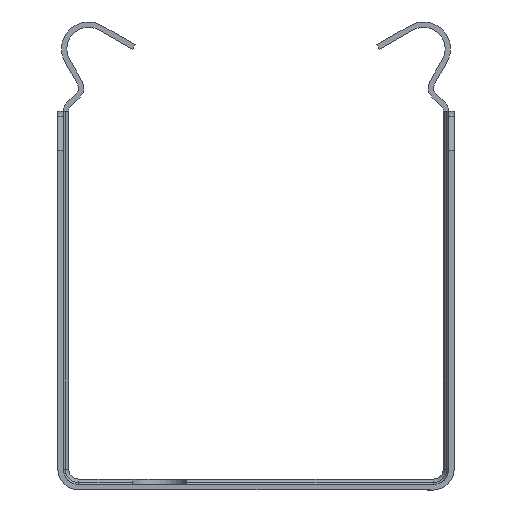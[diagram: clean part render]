
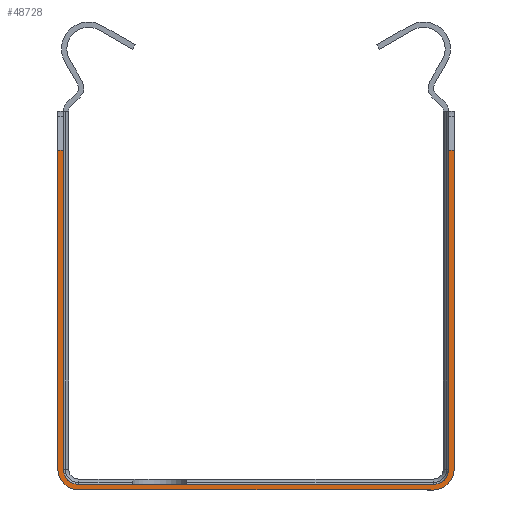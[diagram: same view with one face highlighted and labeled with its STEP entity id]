
A CAD part, front view. The second image highlights one B-rep face of the part: STEP entity #48728.
In plain terms, the highlighted planar face has unit normal (0, -1, 0).
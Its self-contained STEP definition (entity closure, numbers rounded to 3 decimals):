
#1973=CIRCLE('',#52394,2.7);
#1974=CIRCLE('',#52395,2.7);
#1975=CIRCLE('',#52396,2.);
#1976=CIRCLE('',#52397,2.);
#5465=FACE_OUTER_BOUND('',#8397,.T.);
#8397=EDGE_LOOP('',(#40324,#40325,#40326,#40327,#40328,#40329,#40330,#40331,
#40332,#40333,#40334,#40335));
#12879=LINE('',#76791,#17946);
#13047=LINE('',#77288,#18114);
#13053=LINE('',#77309,#18120);
#13054=LINE('',#77312,#18121);
#13055=LINE('',#77316,#18122);
#13056=LINE('',#77319,#18123);
#13057=LINE('',#77321,#18124);
#13058=LINE('',#77325,#18125);
#17946=VECTOR('',#62554,10.);
#18114=VECTOR('',#63054,10.);
#18120=VECTOR('',#63074,10.);
#18121=VECTOR('',#63077,10.);
#18122=VECTOR('',#63080,10.);
#18123=VECTOR('',#63083,10.);
#18124=VECTOR('',#63084,10.);
#18125=VECTOR('',#63089,10.);
#22597=VERTEX_POINT('',#76788);
#22598=VERTEX_POINT('',#76790);
#22759=VERTEX_POINT('',#77282);
#22761=VERTEX_POINT('',#77286);
#22768=VERTEX_POINT('',#77305);
#22769=VERTEX_POINT('',#77307);
#22770=VERTEX_POINT('',#77311);
#22771=VERTEX_POINT('',#77313);
#22772=VERTEX_POINT('',#77315);
#22773=VERTEX_POINT('',#77317);
#22774=VERTEX_POINT('',#77320);
#22775=VERTEX_POINT('',#77323);
#28693=EDGE_CURVE('',#22598,#22597,#12879,.T.);
#28941=EDGE_CURVE('',#22759,#22761,#13047,.T.);
#28951=EDGE_CURVE('',#22768,#22769,#13053,.T.);
#28952=EDGE_CURVE('',#22769,#22770,#13054,.T.);
#28953=EDGE_CURVE('',#22770,#22771,#1973,.T.);
#28954=EDGE_CURVE('',#22771,#22772,#13055,.T.);
#28955=EDGE_CURVE('',#22772,#22773,#1974,.T.);
#28956=EDGE_CURVE('',#22773,#22759,#13056,.T.);
#28957=EDGE_CURVE('',#22761,#22774,#13057,.T.);
#28958=EDGE_CURVE('',#22774,#22598,#1975,.T.);
#28959=EDGE_CURVE('',#22597,#22775,#1976,.T.);
#28960=EDGE_CURVE('',#22775,#22768,#13058,.T.);
#40324=ORIENTED_EDGE('',*,*,#28951,.T.);
#40325=ORIENTED_EDGE('',*,*,#28952,.T.);
#40326=ORIENTED_EDGE('',*,*,#28953,.T.);
#40327=ORIENTED_EDGE('',*,*,#28954,.T.);
#40328=ORIENTED_EDGE('',*,*,#28955,.T.);
#40329=ORIENTED_EDGE('',*,*,#28956,.T.);
#40330=ORIENTED_EDGE('',*,*,#28941,.T.);
#40331=ORIENTED_EDGE('',*,*,#28957,.T.);
#40332=ORIENTED_EDGE('',*,*,#28958,.T.);
#40333=ORIENTED_EDGE('',*,*,#28693,.T.);
#40334=ORIENTED_EDGE('',*,*,#28959,.T.);
#40335=ORIENTED_EDGE('',*,*,#28960,.T.);
#46637=PLANE('',#52393);
#48728=ADVANCED_FACE('',(#5465),#46637,.F.);
#52393=AXIS2_PLACEMENT_3D('',#77310,#63075,#63076);
#52394=AXIS2_PLACEMENT_3D('',#77314,#63078,#63079);
#52395=AXIS2_PLACEMENT_3D('',#77318,#63081,#63082);
#52396=AXIS2_PLACEMENT_3D('',#77322,#63085,#63086);
#52397=AXIS2_PLACEMENT_3D('',#77324,#63087,#63088);
#62554=DIRECTION('',(-1.,0.,0.));
#63054=DIRECTION('',(-1.,0.,0.));
#63074=DIRECTION('',(-1.,0.,0.));
#63075=DIRECTION('center_axis',(0.,1.,0.));
#63076=DIRECTION('ref_axis',(0.,0.,1.));
#63077=DIRECTION('',(0.,0.,-1.));
#63078=DIRECTION('center_axis',(0.,-1.,0.));
#63079=DIRECTION('ref_axis',(1.,0.,0.));
#63080=DIRECTION('',(1.,0.,0.));
#63081=DIRECTION('center_axis',(0.,-1.,0.));
#63082=DIRECTION('ref_axis',(0.,0.,
1.));
#63083=DIRECTION('',(0.,0.,1.));
#63084=DIRECTION('',(0.,0.,-1.));
#63085=DIRECTION('center_axis',(0.,1.,0.));
#63086=DIRECTION('ref_axis',(0.,0.,-1.));
#63087=DIRECTION('center_axis',(0.,1.,0.));
#63088=DIRECTION('ref_axis',(0.,0.,-1.));
#63089=DIRECTION('',(0.,0.,1.));
#76788=CARTESIAN_POINT('',(-23.,-36.,0.));
#76790=CARTESIAN_POINT('',(23.,-36.,0.));
#76791=CARTESIAN_POINT('',(12.,-36.,0.));
#77282=CARTESIAN_POINT('',(25.7,-36.,43.387));
#77286=CARTESIAN_POINT('',(25.,-36.,43.387));
#77288=CARTESIAN_POINT('',(12.5,-36.,43.387));
#77305=CARTESIAN_POINT('',(-25.,-36.,43.387));
#77307=CARTESIAN_POINT('',(-25.7,-36.,43.387));
#77309=CARTESIAN_POINT('',(12.5,-36.,43.387));
#77310=CARTESIAN_POINT('Origin',(0.,-36.,16.259));
#77311=CARTESIAN_POINT('',(-25.7,-36.,2.));
#77312=CARTESIAN_POINT('',(-25.7,-36.,2.));
#77313=CARTESIAN_POINT('',(-23.,-36.,-0.7));
#77314=CARTESIAN_POINT('Origin',(-23.,-36.,2.));
#77315=CARTESIAN_POINT('',(23.,-36.,-0.7));
#77316=CARTESIAN_POINT('',(23.,-36.,-0.7));
#77317=CARTESIAN_POINT('',(25.7,-36.,2.));
#77318=CARTESIAN_POINT('Origin',(23.,-36.,2.));
#77319=CARTESIAN_POINT('',(25.7,-36.,48.387));
#77320=CARTESIAN_POINT('',(25.,-36.,2.));
#77321=CARTESIAN_POINT('',(25.,-36.,13.031));
#77322=CARTESIAN_POINT('Origin',(23.,-36.,2.));
#77323=CARTESIAN_POINT('',(-25.,-36.,2.));
#77324=CARTESIAN_POINT('Origin',(-23.,-36.,2.));
#77325=CARTESIAN_POINT('',(-25.,-36.,13.031));
